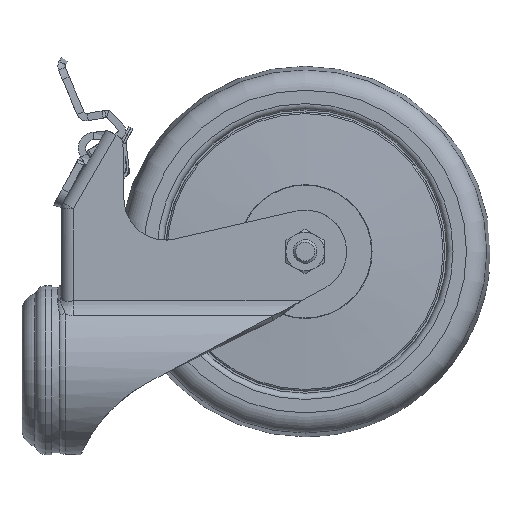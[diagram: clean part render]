
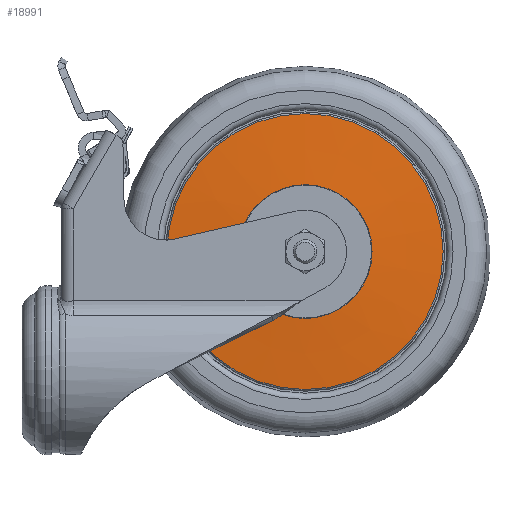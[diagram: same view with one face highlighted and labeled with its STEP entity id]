
A CAD part, left-side view. The second image highlights one B-rep face of the part: STEP entity #18991.
In plain terms, the highlighted conical face has half-angle 86 degrees and reference radius 46.535 mm.
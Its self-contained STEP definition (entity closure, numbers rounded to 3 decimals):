
#603=CONICAL_SURFACE('',#20870,46.535,86.);
#4237=FACE_BOUND('',#6509,.T.);
#5321=FACE_OUTER_BOUND('',#6508,.T.);
#6508=EDGE_LOOP('',(#17591));
#6509=EDGE_LOOP('',(#17592));
#7445=CIRCLE('',#20839,22.57);
#7457=CIRCLE('',#20860,46.535);
#9207=VERTEX_POINT('',#45278);
#9219=VERTEX_POINT('',#45311);
#12010=EDGE_CURVE('',#9207,#9207,#7445,.T.);
#12022=EDGE_CURVE('',#9219,#9219,#7457,.T.);
#17591=ORIENTED_EDGE('',*,*,#12010,.T.);
#17592=ORIENTED_EDGE('',*,*,#12022,.T.);
#18991=ADVANCED_FACE('',(#5321,#4237),#603,.T.);
#20839=AXIS2_PLACEMENT_3D('',#45279,#25708,#25709);
#20860=AXIS2_PLACEMENT_3D('',#45312,#25750,#25751);
#20870=AXIS2_PLACEMENT_3D('',#45326,#25770,#25771);
#25708=DIRECTION('center_axis',(1.,0.,0.));
#25709=DIRECTION('ref_axis',(0.,-1.,0.));
#25750=DIRECTION('center_axis',(-1.,0.,0.));
#25751=DIRECTION('ref_axis',(0.,-1.,0.));
#25770=DIRECTION('center_axis',(1.,0.,0.));
#25771=DIRECTION('ref_axis',(0.,1.,0.));
#45278=CARTESIAN_POINT('',(-17.495,-95.5,62.57));
#45279=CARTESIAN_POINT('Origin',(-17.495,-95.5,40.));
#45311=CARTESIAN_POINT('',(-15.819,-95.5,86.535));
#45312=CARTESIAN_POINT('Origin',(-15.819,-95.5,40.));
#45326=CARTESIAN_POINT('Origin',(-15.819,-95.5,40.));
